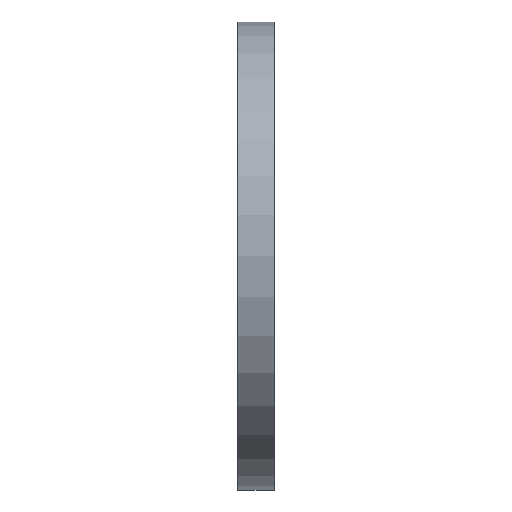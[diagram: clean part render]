
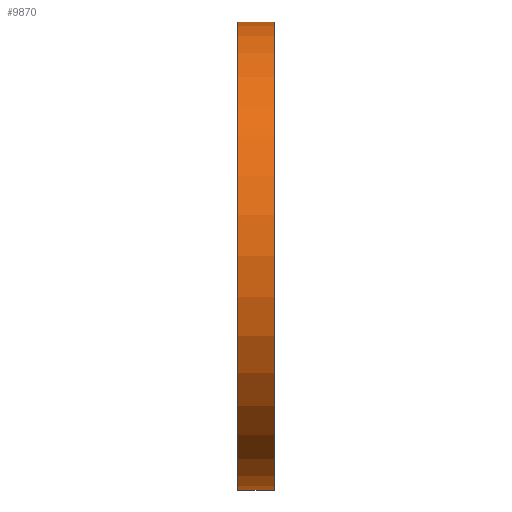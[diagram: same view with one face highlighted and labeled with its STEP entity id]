
A CAD part, left-side view. The second image highlights one B-rep face of the part: STEP entity #9870.
In plain terms, the highlighted cylindrical face has radius 177.8 mm (diameter 355.6 mm), a partial arc.
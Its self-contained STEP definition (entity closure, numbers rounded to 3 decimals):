
#147 = VECTOR ( 'NONE', #6053, 1000. ) ;
#461 = AXIS2_PLACEMENT_3D ( 'NONE', #5376, #5672, #679 ) ;
#503 = EDGE_CURVE ( 'NONE', #647, #4475, #6200, .T. ) ;
#647 = VERTEX_POINT ( 'NONE', #3307 ) ;
#679 = DIRECTION ( 'NONE',  ( 0., 0., 1. ) ) ;
#1258 = EDGE_CURVE ( 'NONE', #5476, #4475, #2733, .T. ) ;
#1766 = LINE ( 'NONE', #2368, #9935 ) ;
#1963 = CARTESIAN_POINT ( 'NONE',  ( 0., 27.9, -177.8 ) ) ;
#2022 = CARTESIAN_POINT ( 'NONE',  ( 0., 27.9, 0. ) ) ;
#2198 = EDGE_CURVE ( 'NONE', #647, #6602, #8252, .T. ) ;
#2368 = CARTESIAN_POINT ( 'NONE',  ( 0., -20.091, -177.8 ) ) ;
#2488 = AXIS2_PLACEMENT_3D ( 'NONE', #2896, #6027, #4485 ) ;
#2568 = DIRECTION ( 'NONE',  ( 0., -1., 0. ) ) ;
#2733 = CIRCLE ( 'NONE', #461, 177.8 ) ;
#2896 = CARTESIAN_POINT ( 'NONE',  ( 0., -20.091, 0. ) ) ;
#3156 = DIRECTION ( 'NONE',  ( 0., -1., 0. ) ) ;
#3307 = CARTESIAN_POINT ( 'NONE',  ( 0., 27.9, 177.8 ) ) ;
#4475 = VERTEX_POINT ( 'NONE', #10060 ) ;
#4485 = DIRECTION ( 'NONE',  ( 0., 0., -1. ) ) ;
#5376 = CARTESIAN_POINT ( 'NONE',  ( 0., 0.5, 0. ) ) ;
#5476 = VERTEX_POINT ( 'NONE', #7449 ) ;
#5672 = DIRECTION ( 'NONE',  ( 0., 1., 0. ) ) ;
#6027 = DIRECTION ( 'NONE',  ( 0., -1., 0. ) ) ;
#6053 = DIRECTION ( 'NONE',  ( 0., -1., 0. ) ) ;
#6055 = ORIENTED_EDGE ( 'NONE', *, *, #503, .F. ) ;
#6200 = LINE ( 'NONE', #9257, #147 ) ;
#6201 = ORIENTED_EDGE ( 'NONE', *, *, #2198, .T. ) ;
#6315 = FACE_OUTER_BOUND ( 'NONE', #7790, .T. ) ;
#6602 = VERTEX_POINT ( 'NONE', #1963 ) ;
#7202 = ORIENTED_EDGE ( 'NONE', *, *, #1258, .T. ) ;
#7449 = CARTESIAN_POINT ( 'NONE',  ( 0., 0.5, -177.8 ) ) ;
#7790 = EDGE_LOOP ( 'NONE', ( #6055, #6201, #8126, #7202 ) ) ;
#8126 = ORIENTED_EDGE ( 'NONE', *, *, #9453, .T. ) ;
#8132 = AXIS2_PLACEMENT_3D ( 'NONE', #2022, #2568, #8913 ) ;
#8252 = CIRCLE ( 'NONE', #8132, 177.8 ) ;
#8913 = DIRECTION ( 'NONE',  ( 0., 0., -1. ) ) ;
#9257 = CARTESIAN_POINT ( 'NONE',  ( 0., -20.091, 177.8 ) ) ;
#9453 = EDGE_CURVE ( 'NONE', #6602, #5476, #1766, .T. ) ;
#9870 = ADVANCED_FACE ( 'NONE', ( #6315 ), #10051, .T. ) ;
#9935 = VECTOR ( 'NONE', #3156, 1000. ) ;
#10051 = CYLINDRICAL_SURFACE ( 'NONE', #2488, 177.8 ) ;
#10060 = CARTESIAN_POINT ( 'NONE',  ( 0., 0.5, 177.8 ) ) ;
